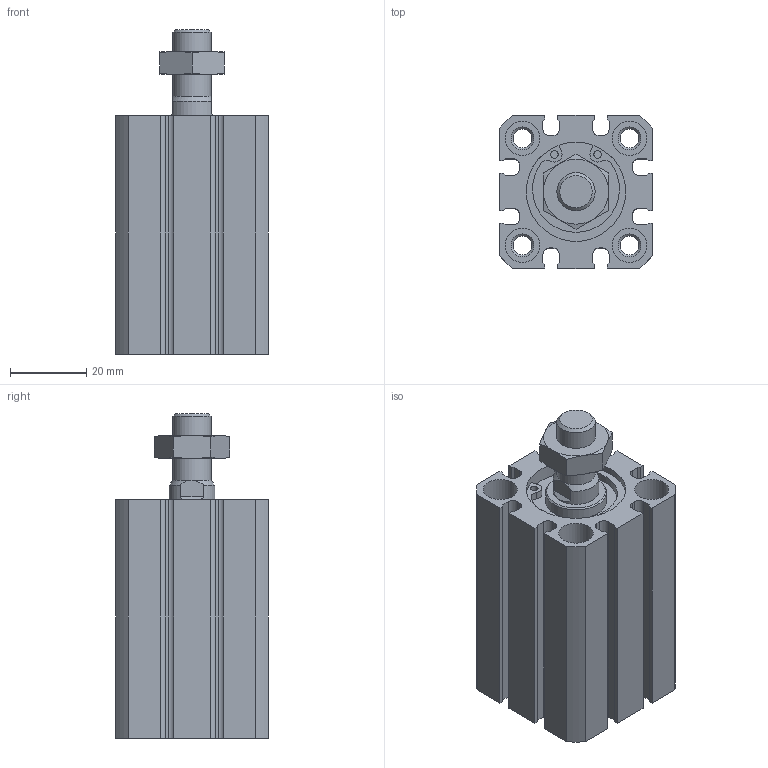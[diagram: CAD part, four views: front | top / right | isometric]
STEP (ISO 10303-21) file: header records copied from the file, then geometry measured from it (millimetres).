
FILE_DESCRIPTION( ( 'STEP AP203' ), '1' );
FILE_NAME( 'MCJQ-11-25-30M-0.stp', '2021-11-10T18:35:35', ( 'License CC BY-ND 4.0' ), ( 'CADENAS' ), ' ', 'PARTsolutions', ' ' );
FILE_SCHEMA( ( 'CONFIG_CONTROL_DESIGN' ) );
Length unit declared in the file: millimetre
Products named in the file (4): MCJQ-11-25-30M-0; _MCJQ-11-25-30M_(0_b); _MCJQ-11-25-30M0_(0_r); _MCJQ-25-M10 x 1.25_n
Assembly tree (3 placements, depth 2):
  MCJQ-11-25-30M-0
    _MCJQ-11-25-30M_(0_b)
    _MCJQ-11-25-30M0_(0_r)
    _MCJQ-25-M10 x 1.25_n
Bounding box: 40 x 40 x 85 mm (x, y, z)
Volume: 70817.4 mm3; surface area: 32920.1 mm2
Topology: 3 solids, 3 shells, 203 faces, 490 edges, 317 vertices
Faces by surface type: plane 115, cylinder 58, cone 30
Full cylindrical faces by diameter (mm): 2 x2, 4.459 x2, 4.917 x8, 5.4 x4, 8.647 x1, 9 x8, 10 x1, 12 x2, 16 x1, 22.8 x1, 25 x2, 26 x1
Entity records: 5825 total; most frequent: CARTESIAN_POINT 1079, DIRECTION 964, ORIENTED_EDGE 870, EDGE_CURVE 435, AXIS2_PLACEMENT_3D 354, VERTEX_POINT 313, EDGE_LOOP 286, LINE 256
